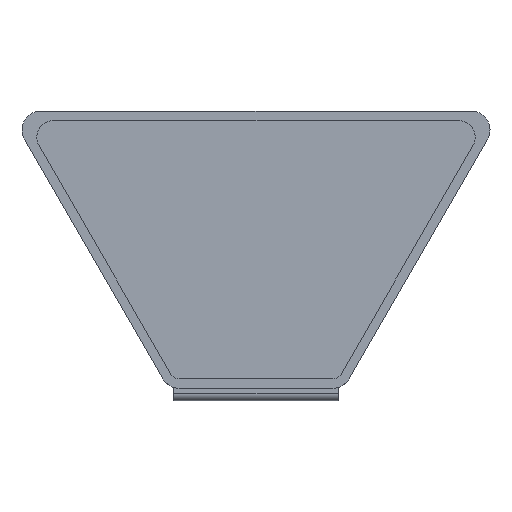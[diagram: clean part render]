
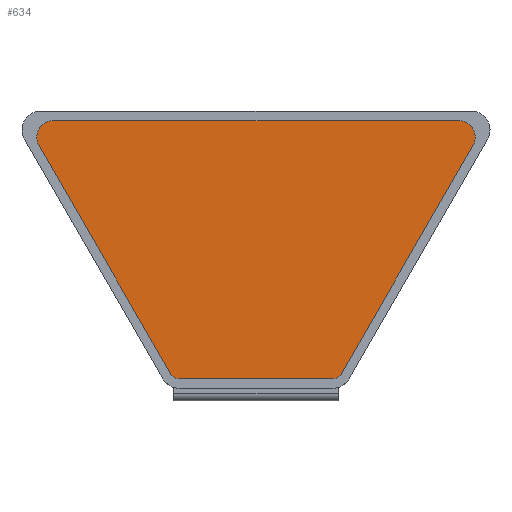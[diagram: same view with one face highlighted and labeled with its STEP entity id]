
A CAD part, front view. The second image highlights one B-rep face of the part: STEP entity #634.
In plain terms, the highlighted planar face has unit normal (0, -1, 0).
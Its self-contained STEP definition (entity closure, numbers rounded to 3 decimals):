
#74 = EDGE_CURVE ( 'NONE', #2450, #2151, #1098, .T. ) ;
#134 = AXIS2_PLACEMENT_3D ( 'NONE', #397, #588, #1365 ) ;
#145 = VERTEX_POINT ( 'NONE', #1882 ) ;
#282 = CARTESIAN_POINT ( 'NONE',  ( -22.715, 0., -33.25 ) ) ;
#332 = LINE ( 'NONE', #1123, #1857 ) ;
#397 = CARTESIAN_POINT ( 'NONE',  ( 20.55, 0., -32. ) ) ;
#431 = DIRECTION ( 'NONE',  ( -1., 0., 0. ) ) ;
#480 = DIRECTION ( 'NONE',  ( 0., -1., 0. ) ) ;
#483 = VERTEX_POINT ( 'NONE', #651 ) ;
#505 = CIRCLE ( 'NONE', #134, 2.5 ) ;
#523 = CARTESIAN_POINT ( 'NONE',  ( 0., 0., 0. ) ) ;
#526 = EDGE_CURVE ( 'NONE', #543, #1976, #826, .T. ) ;
#536 = ORIENTED_EDGE ( 'NONE', *, *, #526, .T. ) ;
#543 = VERTEX_POINT ( 'NONE', #865 ) ;
#564 = DIRECTION ( 'NONE',  ( 1., 0., 0. ) ) ;
#588 = DIRECTION ( 'NONE',  ( 0., -1., 0. ) ) ;
#634 = ADVANCED_FACE ( 'NONE', ( #2150 ), #1258, .T. ) ;
#651 = CARTESIAN_POINT ( 'NONE',  ( -54.036, 0., 34.5 ) ) ;
#746 = EDGE_LOOP ( 'NONE', ( #536, #778, #1238, #953, #2182, #1761, #2511, #2543 ) ) ;
#778 = ORIENTED_EDGE ( 'NONE', *, *, #2027, .T. ) ;
#798 = VECTOR ( 'NONE', #2307, 1000. ) ;
#826 = LINE ( 'NONE', #1614, #2447 ) ;
#865 = CARTESIAN_POINT ( 'NONE',  ( 22.715, 0., -33.25 ) ) ;
#953 = ORIENTED_EDGE ( 'NONE', *, *, #1483, .T. ) ;
#968 = DIRECTION ( 'NONE',  ( 0., 0., -1. ) ) ;
#974 = CARTESIAN_POINT ( 'NONE',  ( 57.933, 0., 27.75 ) ) ;
#982 = EDGE_CURVE ( 'NONE', #145, #1765, #332, .T. ) ;
#990 = CARTESIAN_POINT ( 'NONE',  ( -20.55, 0., -32. ) ) ;
#1076 = CARTESIAN_POINT ( 'NONE',  ( 20.55, 0., -34.5 ) ) ;
#1079 = CARTESIAN_POINT ( 'NONE',  ( -57.933, 0., 27.75 ) ) ;
#1088 = EDGE_CURVE ( 'NONE', #1765, #543, #505, .T. ) ;
#1097 = EDGE_CURVE ( 'NONE', #2151, #145, #1417, .T. ) ;
#1098 = LINE ( 'NONE', #2097, #798 ) ;
#1123 = CARTESIAN_POINT ( 'NONE',  ( -20.55, 0., -34.5 ) ) ;
#1238 = ORIENTED_EDGE ( 'NONE', *, *, #2041, .T. ) ;
#1258 = PLANE ( 'NONE',  #1494 ) ;
#1262 = CARTESIAN_POINT ( 'NONE',  ( 54.036, 0., 34.5 ) ) ;
#1301 = DIRECTION ( 'NONE',  ( 0., -1., 0. ) ) ;
#1365 = DIRECTION ( 'NONE',  ( 0., 0., -1. ) ) ;
#1367 = AXIS2_PLACEMENT_3D ( 'NONE', #2345, #1721, #1923 ) ;
#1376 = AXIS2_PLACEMENT_3D ( 'NONE', #2443, #480, #1665 ) ;
#1411 = DIRECTION ( 'NONE',  ( 0., -1., 0. ) ) ;
#1417 = CIRCLE ( 'NONE', #2454, 2.5 ) ;
#1431 = VERTEX_POINT ( 'NONE', #1262 ) ;
#1432 = LINE ( 'NONE', #1613, #1468 ) ;
#1461 = CIRCLE ( 'NONE', #1367, 4.5 ) ;
#1468 = VECTOR ( 'NONE', #431, 1000. ) ;
#1483 = EDGE_CURVE ( 'NONE', #483, #2450, #1461, .T. ) ;
#1494 = AXIS2_PLACEMENT_3D ( 'NONE', #523, #1301, #968 ) ;
#1613 = CARTESIAN_POINT ( 'NONE',  ( 57.5, 0., 34.5 ) ) ;
#1614 = CARTESIAN_POINT ( 'NONE',  ( 22.715, 0., -33.25 ) ) ;
#1625 = DIRECTION ( 'NONE',  ( 0.5, 0., 0.866 ) ) ;
#1665 = DIRECTION ( 'NONE',  ( 0., 0., -1. ) ) ;
#1689 = CIRCLE ( 'NONE', #1376, 4.5 ) ;
#1721 = DIRECTION ( 'NONE',  ( 0., -1., 0. ) ) ;
#1761 = ORIENTED_EDGE ( 'NONE', *, *, #1097, .T. ) ;
#1765 = VERTEX_POINT ( 'NONE', #1076 ) ;
#1857 = VECTOR ( 'NONE', #564, 1000. ) ;
#1882 = CARTESIAN_POINT ( 'NONE',  ( -20.55, 0., -34.5 ) ) ;
#1923 = DIRECTION ( 'NONE',  ( 0., 0., -1. ) ) ;
#1976 = VERTEX_POINT ( 'NONE', #974 ) ;
#2017 = DIRECTION ( 'NONE',  ( 0., 0., -1. ) ) ;
#2027 = EDGE_CURVE ( 'NONE', #1976, #1431, #1689, .T. ) ;
#2041 = EDGE_CURVE ( 'NONE', #1431, #483, #1432, .T. ) ;
#2097 = CARTESIAN_POINT ( 'NONE',  ( -59.665, 0., 30.75 ) ) ;
#2150 = FACE_OUTER_BOUND ( 'NONE', #746, .T. ) ;
#2151 = VERTEX_POINT ( 'NONE', #282 ) ;
#2182 = ORIENTED_EDGE ( 'NONE', *, *, #74, .T. ) ;
#2307 = DIRECTION ( 'NONE',  ( 0.5, 0., -0.866 ) ) ;
#2345 = CARTESIAN_POINT ( 'NONE',  ( -54.036, 0., 30. ) ) ;
#2443 = CARTESIAN_POINT ( 'NONE',  ( 54.036, 0., 30. ) ) ;
#2447 = VECTOR ( 'NONE', #1625, 1000. ) ;
#2450 = VERTEX_POINT ( 'NONE', #1079 ) ;
#2454 = AXIS2_PLACEMENT_3D ( 'NONE', #990, #1411, #2017 ) ;
#2511 = ORIENTED_EDGE ( 'NONE', *, *, #982, .T. ) ;
#2543 = ORIENTED_EDGE ( 'NONE', *, *, #1088, .T. ) ;
